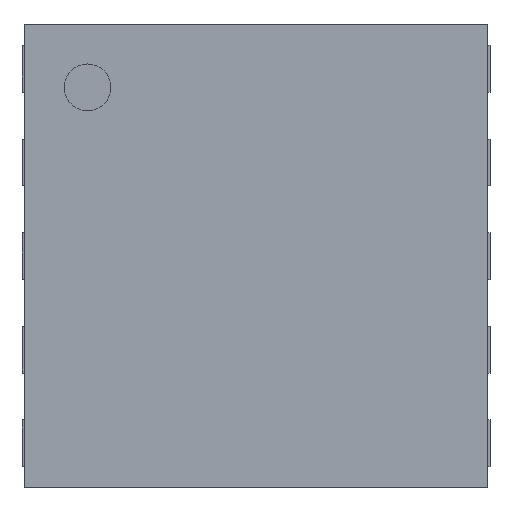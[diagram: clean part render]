
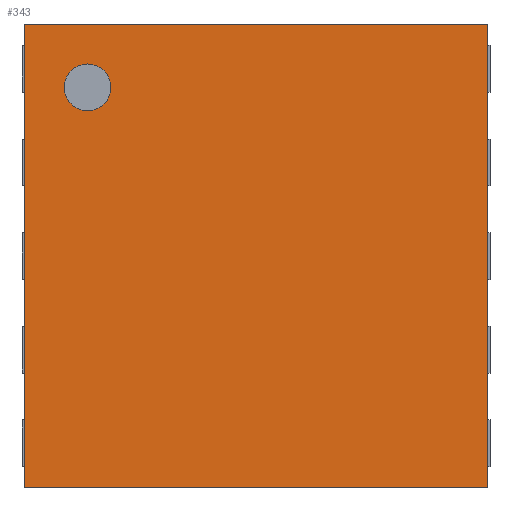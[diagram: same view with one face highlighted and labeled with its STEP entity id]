
A CAD part, top view. The second image highlights one B-rep face of the part: STEP entity #343.
In plain terms, the highlighted planar face has unit normal (0, 0, 1).
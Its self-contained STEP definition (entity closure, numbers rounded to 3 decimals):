
#119 = VERTEX_POINT('',#120);
#120 = CARTESIAN_POINT('',(-1.238,1.238,0.75));
#135 = VERTEX_POINT('',#136);
#136 = CARTESIAN_POINT('',(1.238,1.238,0.75));
#142 = EDGE_CURVE('',#119,#135,#143,.T.);
#143 = LINE('',#144,#145);
#144 = CARTESIAN_POINT('',(-1.238,1.238,0.75));
#145 = VECTOR('',#146,1.);
#146 = DIRECTION('',(1.,0.,0.));
#165 = EDGE_CURVE('',#119,#166,#168,.T.);
#166 = VERTEX_POINT('',#167);
#167 = CARTESIAN_POINT('',(-1.238,-1.238,0.75));
#168 = LINE('',#169,#170);
#169 = CARTESIAN_POINT('',(-1.238,1.238,0.75));
#170 = VECTOR('',#171,1.);
#171 = DIRECTION('',(0.,-1.,0.));
#343 = ADVANCED_FACE('',(#344),#362,.T.);
#344 = FACE_BOUND('',#345,.T.);
#345 = EDGE_LOOP('',(#346,#347,#348,#356));
#346 = ORIENTED_EDGE('',*,*,#142,.F.);
#347 = ORIENTED_EDGE('',*,*,#165,.T.);
#348 = ORIENTED_EDGE('',*,*,#349,.T.);
#349 = EDGE_CURVE('',#166,#350,#352,.T.);
#350 = VERTEX_POINT('',#351);
#351 = CARTESIAN_POINT('',(1.238,-1.238,0.75));
#352 = LINE('',#353,#354);
#353 = CARTESIAN_POINT('',(-1.238,-1.238,0.75));
#354 = VECTOR('',#355,1.);
#355 = DIRECTION('',(1.,0.,0.));
#356 = ORIENTED_EDGE('',*,*,#357,.F.);
#357 = EDGE_CURVE('',#135,#350,#358,.T.);
#358 = LINE('',#359,#360);
#359 = CARTESIAN_POINT('',(1.238,1.238,0.75));
#360 = VECTOR('',#361,1.);
#361 = DIRECTION('',(0.,-1.,0.));
#362 = PLANE('',#363);
#363 = AXIS2_PLACEMENT_3D('',#364,#365,#366);
#364 = CARTESIAN_POINT('',(-1.238,1.238,0.75));
#365 = DIRECTION('',(0.,0.,1.));
#366 = DIRECTION('',(0.,-1.,0.));
